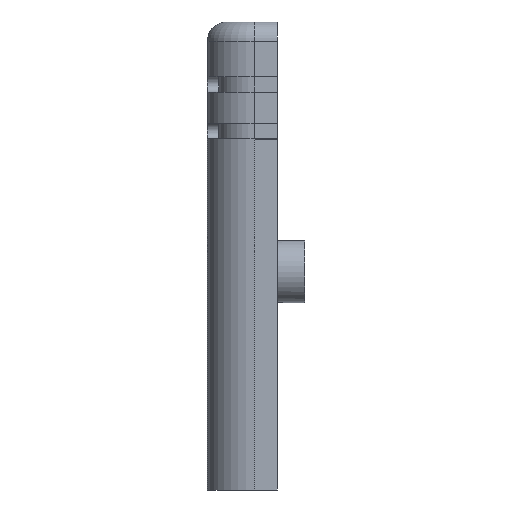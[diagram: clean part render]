
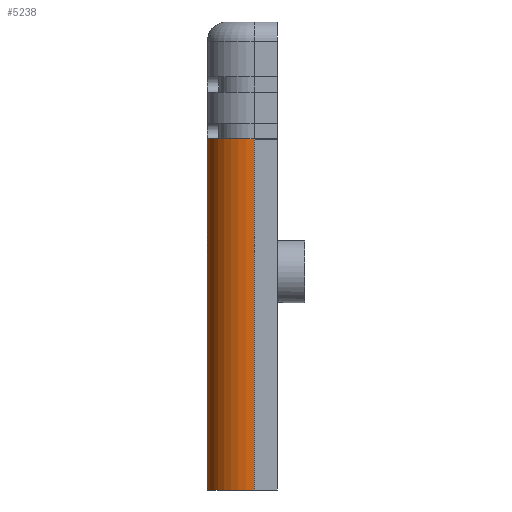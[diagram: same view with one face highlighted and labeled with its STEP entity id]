
A CAD part, left-side view. The second image highlights one B-rep face of the part: STEP entity #5238.
In plain terms, the highlighted cylindrical face has radius 6 mm (diameter 12 mm), a partial arc.
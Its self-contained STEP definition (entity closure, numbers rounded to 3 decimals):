
#81=CYLINDRICAL_SURFACE('',#5666,6.);
#168=CIRCLE('',#5466,6.);
#228=CIRCLE('',#5656,6.);
#489=FACE_OUTER_BOUND('',#760,.T.);
#760=EDGE_LOOP('',(#4710,#4711,#4712,#4713));
#1335=LINE('',#8474,#1948);
#1377=LINE('',#8622,#1990);
#1948=VECTOR('',#6902,10.);
#1990=VECTOR('',#7072,10.);
#2375=VERTEX_POINT('',#8117);
#2376=VERTEX_POINT('',#8119);
#2453=VERTEX_POINT('',#8473);
#2491=VERTEX_POINT('',#8600);
#2997=EDGE_CURVE('',#2376,#2375,#168,.T.);
#3172=EDGE_CURVE('',#2453,#2376,#1335,.T.);
#3233=EDGE_CURVE('',#2491,#2453,#228,.T.);
#3244=EDGE_CURVE('',#2375,#2491,#1377,.T.);
#4710=ORIENTED_EDGE('',*,*,#3233,.T.);
#4711=ORIENTED_EDGE('',*,*,#3172,.T.);
#4712=ORIENTED_EDGE('',*,*,#2997,.T.);
#4713=ORIENTED_EDGE('',*,*,#3244,.T.);
#5238=ADVANCED_FACE('',(#489),#81,.T.);
#5466=AXIS2_PLACEMENT_3D('',#8120,#6489,#6490);
#5656=AXIS2_PLACEMENT_3D('',#8601,#7045,#7046);
#5666=AXIS2_PLACEMENT_3D('',#8623,#7073,#7074);
#6489=DIRECTION('center_axis',(0.,0.,1.));
#6490=DIRECTION('ref_axis',(-0.707,0.707,0.));
#6902=DIRECTION('',(0.,0.,-1.));
#7045=DIRECTION('center_axis',(0.,0.,-1.));
#7046=DIRECTION('ref_axis',(-0.707,0.707,0.));
#7072=DIRECTION('',(0.,0.,1.));
#7073=DIRECTION('center_axis',(0.,0.,1.));
#7074=DIRECTION('ref_axis',(-0.707,0.707,0.));
#8117=CARTESIAN_POINT('',(-50.,3.,0.));
#8119=CARTESIAN_POINT('',(-44.,9.,0.));
#8120=CARTESIAN_POINT('Origin',(-44.,3.,0.));
#8473=CARTESIAN_POINT('',(-44.,9.,45.));
#8474=CARTESIAN_POINT('',(-44.,9.,0.));
#8600=CARTESIAN_POINT('',(-50.,3.,45.));
#8601=CARTESIAN_POINT('Origin',(-44.,3.,45.));
#8622=CARTESIAN_POINT('',(-50.,3.,0.));
#8623=CARTESIAN_POINT('Origin',(-44.,3.,0.));
